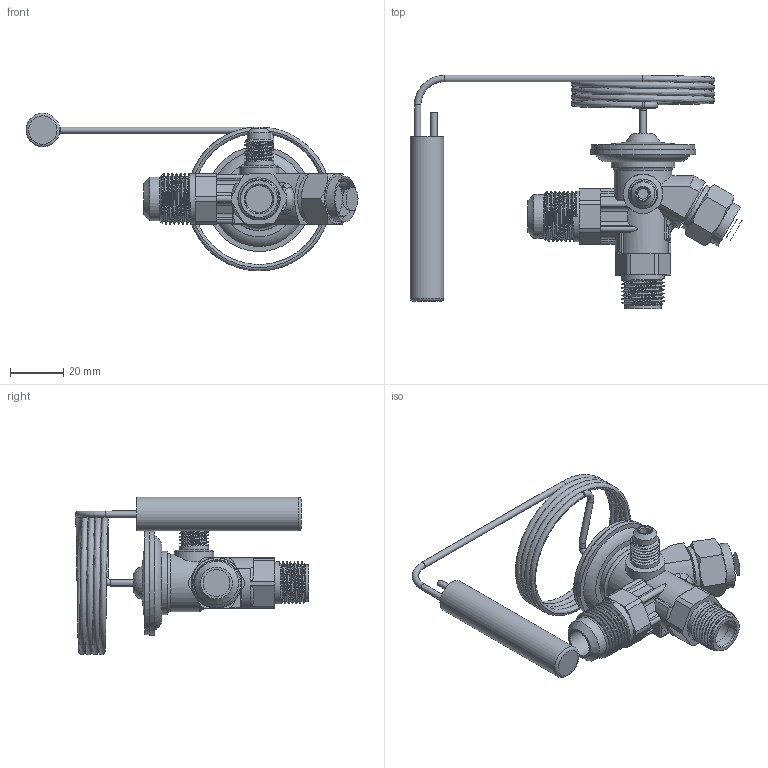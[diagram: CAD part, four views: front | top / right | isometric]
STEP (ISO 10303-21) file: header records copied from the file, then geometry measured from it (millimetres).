
FILE_DESCRIPTION(/* description */ (''),/* implementation_level */ '2;1');
FILE_NAME(/* name */ '068Z3209R.stp',/* time_stamp */ '2022-08-16T14:30:31+03:00',/* author */ ('U403152'),/* organization */ (''),/* preprocessor_version */ 'ST-DEVELOPER v18.1',/* originating_system */ 'Autodesk Inventor 2020',/* authorisation */ '');
FILE_SCHEMA (('AUTOMOTIVE_DESIGN { 1 0 10303 214 3 1 1 }'));
Length unit declared in the file: millimetre
Products named in the file (1): Part1
Bounding box: 125.27 x 88.01 x 59.46 mm (x, y, z)
Volume: 46745.9 mm3; surface area: 25194.4 mm2
Topology: 2 solids, 3 shells, 248 faces, 671 edges, 447 vertices
Faces by surface type: cylinder 98, plane 95, cone 22, bspline 17, torus 11, sphere 5
Full cylindrical faces by diameter (mm): 2.4 x8, 4 x1, 9 x1, 10.1 x2, 10.7 x1, 11.113 x5, 12.7 x1, 13 x1, 13.9 x1, 14.9 x1, 15.4 x1, 15.88 x6, 16.5 x1, 17 x1, 18.5 x1, 19 x6, 21.1 x1, 21.8 x1, 24 x1, 39 x1, 39.7 x1
Entity records: 17209 total; most frequent: CARTESIAN_POINT 11026, ORIENTED_EDGE 1336, DIRECTION 1267, EDGE_CURVE 668, AXIS2_PLACEMENT_3D 509, VERTEX_POINT 447, EDGE_LOOP 269, CIRCLE 258
